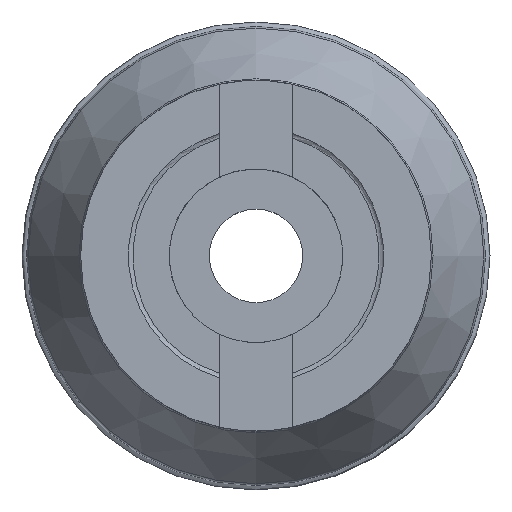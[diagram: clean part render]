
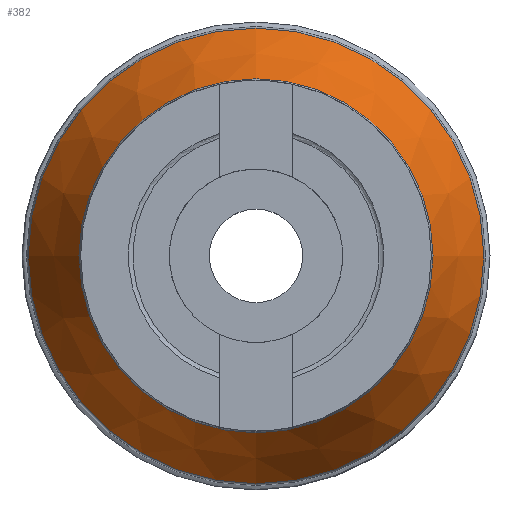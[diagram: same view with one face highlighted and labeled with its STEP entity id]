
A CAD part, top view. The second image highlights one B-rep face of the part: STEP entity #382.
In plain terms, the highlighted conical face has half-angle 28.406 degrees and reference radius 38.5 mm.
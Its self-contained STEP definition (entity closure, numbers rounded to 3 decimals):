
#160=CONICAL_SURFACE('',#659,38.5,28.406);
#171=EDGE_LOOP('',(#220));
#172=EDGE_LOOP('',(#221));
#220=ORIENTED_EDGE('',*,*,#312,.T.);
#221=ORIENTED_EDGE('',*,*,#313,.T.);
#312=EDGE_CURVE('',#454,#454,#351,.T.);
#313=EDGE_CURVE('',#455,#455,#352,.T.);
#351=CIRCLE('',#657,50.012);
#352=CIRCLE('',#658,38.861);
#382=ADVANCED_FACE('',(#417,#418),#160,.T.);
#417=FACE_BOUND('',#171,.T.);
#418=FACE_BOUND('',#172,.T.);
#454=VERTEX_POINT('',#984);
#455=VERTEX_POINT('',#986);
#657=AXIS2_PLACEMENT_3D('',#983,#774,#775);
#658=AXIS2_PLACEMENT_3D('',#985,#776,#777);
#659=AXIS2_PLACEMENT_3D('',#987,#778,#779);
#774=DIRECTION('',(0.,0.,1.));
#775=DIRECTION('',(-1.,0.,0.));
#776=DIRECTION('',(0.,0.,-1.));
#777=DIRECTION('',(1.,0.,0.));
#778=DIRECTION('',(0.,0.,-1.));
#779=DIRECTION('',(1.,0.,0.));
#983=CARTESIAN_POINT('',(0.,0.,-33.286));
#984=CARTESIAN_POINT('',(-50.012,0.,-33.286));
#985=CARTESIAN_POINT('',(0.,0.,-12.668));
#986=CARTESIAN_POINT('',(38.861,0.,-12.668));
#987=CARTESIAN_POINT('',(0.,0.,-12.));
